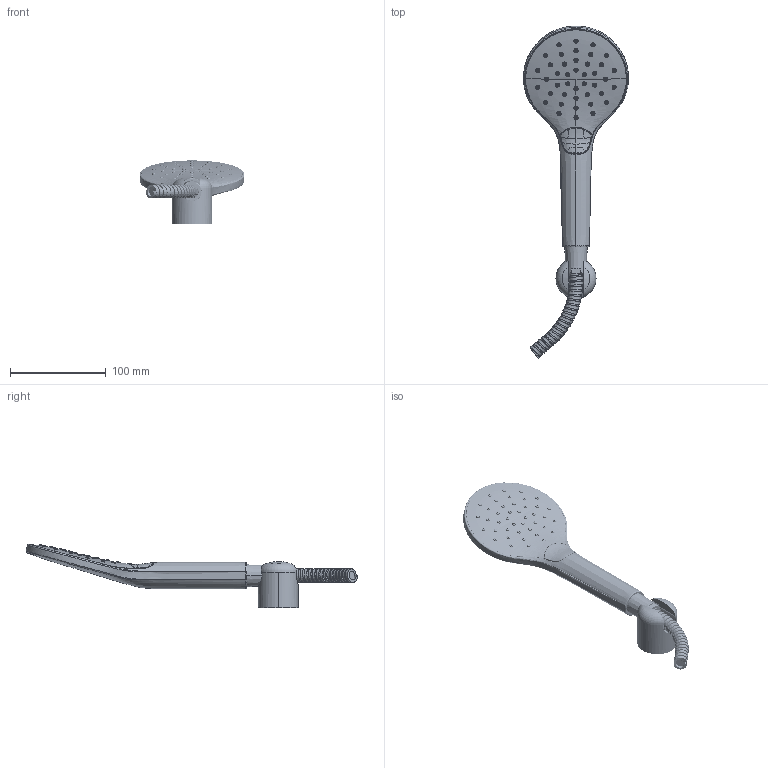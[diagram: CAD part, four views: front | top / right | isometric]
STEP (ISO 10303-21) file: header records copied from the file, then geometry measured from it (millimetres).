
FILE_DESCRIPTION((''),'2;1');
FILE_NAME('ZDUP118CR_ASM','2021-11-15T10:07:34',('ut3'),('PAFFONI SpA'),'CREO PARAMETRIC BY PTC INC, 2020044','CREO PARAMETRIC BY PTC INC, 2020044','');
FILE_SCHEMA(('CONFIG_CONTROL_DESIGN','SHAPE_APPEARANCE_LAYERS_GROUPS'));
Length unit declared in the file: millimetre
Products named in the file (16): 4071195CR; 4071021CRDG; 4071084CR_E; 4071084CR_A; 4071084CR_B; 4071084CR_C; 4071084CR_D1; 4071084CR_D2; 4071084CR_D3; 4071084CR_D_ASM; 4071084CR_F1; 4071084CR_F2; 4071084CR_F3; 4071084CR_F_ASM; 4072084CR_ASM; ZDUP118CR_ASM
Assembly tree (15 placements, depth 4):
  ZDUP118CR_ASM
    4071195CR
    4071021CRDG
    4072084CR_ASM
      4071084CR_E
      4071084CR_A
      4071084CR_B
      4071084CR_C
      4071084CR_D_ASM
        4071084CR_D1
        4071084CR_D2
        4071084CR_D3
      4071084CR_F_ASM
        4071084CR_F1
        4071084CR_F2
        4071084CR_F3
Bounding box: 109.93 x 347.46 x 66.16 mm (x, y, z)
Volume: 73136.5 mm3; surface area: 119860.4 mm2
Topology: 11 solids, 12 shells, 2710 faces, 7187 edges, 4573 vertices
Faces by surface type: bspline 1059, plane 516, cone 438, cylinder 413, torus 217, extrusion 31, sphere 30, revolution 6
Entity records: 246084 total; most frequent: CARTESIAN_POINT 151619, ORIENTED_EDGE 14302, PRESENTATION_STYLE_ASSIGNMENT 8990, STYLED_ITEM 8990, DIRECTION 8441, EDGE_CURVE 7154, CURVE_STYLE 6578, VERTEX_POINT 4568
